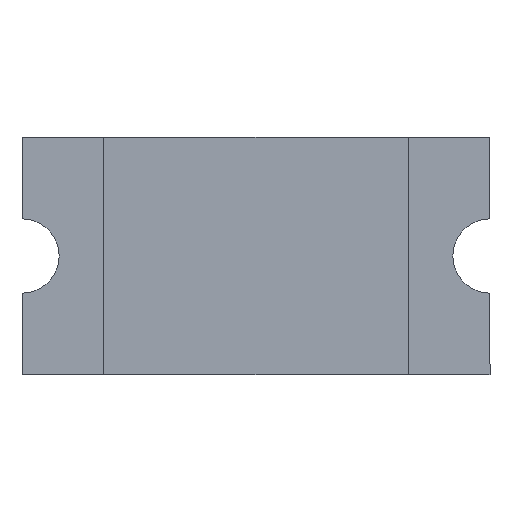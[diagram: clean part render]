
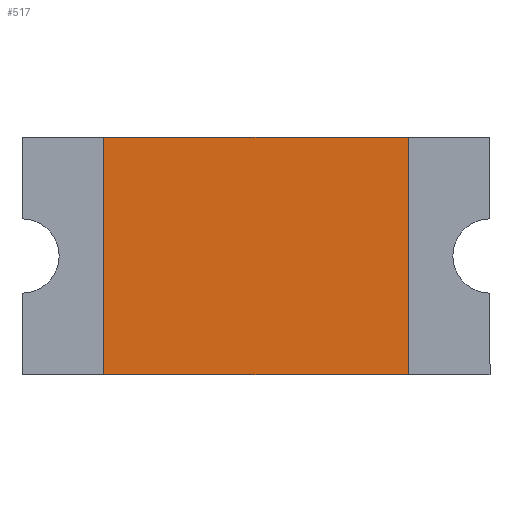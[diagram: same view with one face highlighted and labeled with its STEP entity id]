
A CAD part, front view. The second image highlights one B-rep face of the part: STEP entity #517.
In plain terms, the highlighted planar face has unit normal (0, -1, 0).
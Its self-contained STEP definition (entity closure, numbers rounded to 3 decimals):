
#51=FACE_OUTER_BOUND('',#79,.T.);
#79=EDGE_LOOP('',(#418,#419,#420,#421));
#124=LINE('',#814,#188);
#128=LINE('',#822,#192);
#131=LINE('',#828,#195);
#134=LINE('',#833,#198);
#188=VECTOR('',#670,10.);
#192=VECTOR('',#676,10.);
#195=VECTOR('',#681,10.);
#198=VECTOR('',#686,10.);
#240=VERTEX_POINT('',#812);
#241=VERTEX_POINT('',#813);
#244=VERTEX_POINT('',#821);
#246=VERTEX_POINT('',#827);
#296=EDGE_CURVE('',#240,#241,#124,.T.);
#300=EDGE_CURVE('',#244,#240,#128,.T.);
#303=EDGE_CURVE('',#246,#244,#131,.T.);
#306=EDGE_CURVE('',#241,#246,#134,.T.);
#418=ORIENTED_EDGE('',*,*,#306,.F.);
#419=ORIENTED_EDGE('',*,*,#296,.F.);
#420=ORIENTED_EDGE('',*,*,#300,.F.);
#421=ORIENTED_EDGE('',*,*,#303,.F.);
#476=PLANE('',#587);
#517=ADVANCED_FACE('',(#51),#476,.F.);
#587=AXIS2_PLACEMENT_3D('',#836,#690,#691);
#670=DIRECTION('',(0.,0.,1.));
#676=DIRECTION('',(-1.,0.,0.));
#681=DIRECTION('',(0.,0.,-1.));
#686=DIRECTION('',(1.,0.,0.));
#690=DIRECTION('center_axis',(0.,1.,0.));
#691=DIRECTION('ref_axis',(0.,0.,1.));
#812=CARTESIAN_POINT('',(-0.521,0.,-0.407));
#813=CARTESIAN_POINT('',(-0.521,0.,0.407));
#814=CARTESIAN_POINT('',(-0.521,0.,-0.407));
#821=CARTESIAN_POINT('',(0.521,0.,-0.407));
#822=CARTESIAN_POINT('',(0.521,0.,-0.407));
#827=CARTESIAN_POINT('',(0.521,0.,0.407));
#828=CARTESIAN_POINT('',(0.521,0.,0.407));
#833=CARTESIAN_POINT('',(-0.521,0.,0.407));
#836=CARTESIAN_POINT('Origin',(0.,0.,0.));
